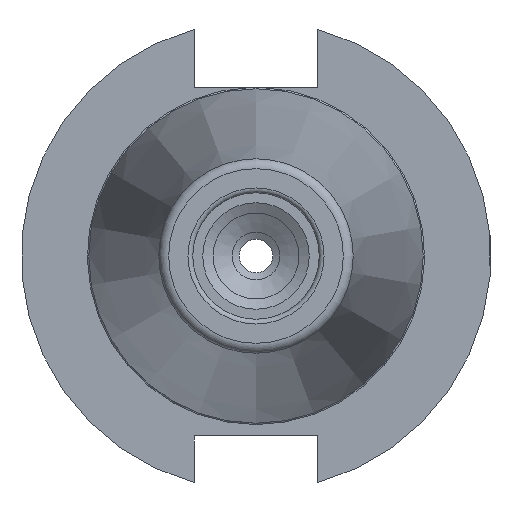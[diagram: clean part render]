
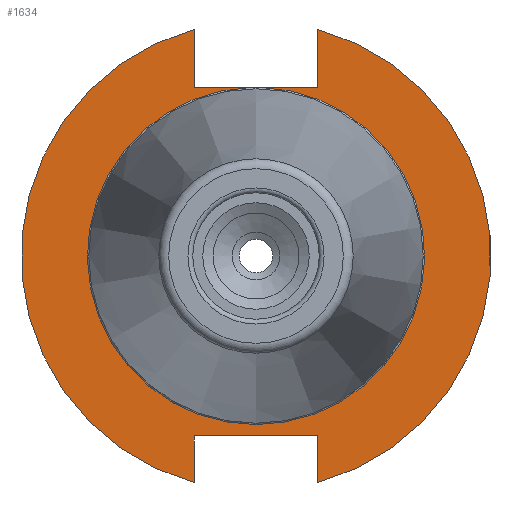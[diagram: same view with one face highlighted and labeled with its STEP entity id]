
A CAD part, left-side view. The second image highlights one B-rep face of the part: STEP entity #1634.
In plain terms, the highlighted planar face has unit normal (-1, 0, 0).
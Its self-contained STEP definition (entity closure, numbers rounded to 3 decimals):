
#1104=CARTESIAN_POINT('',(3.175,12.95,-37.7));
#1105=VERTEX_POINT('',#1104);
#1112=CARTESIAN_POINT('',(3.175,12.95,-47.478));
#1113=VERTEX_POINT('',#1112);
#1114=CARTESIAN_POINT('',(3.175,12.95,-47.478));
#1115=DIRECTION('',(0.0,0.0,1.0));
#1116=VECTOR('',#1115,9.778);
#1117=LINE('',#1114,#1116);
#1118=EDGE_CURVE('',#1113,#1105,#1117,.T.);
#1310=CARTESIAN_POINT('',(3.175,-12.95,-47.478));
#1311=VERTEX_POINT('',#1310);
#1318=CARTESIAN_POINT('',(3.175,-12.95,-37.7));
#1319=VERTEX_POINT('',#1318);
#1320=CARTESIAN_POINT('',(3.175,-12.95,-37.7));
#1321=DIRECTION('',(0.0,0.0,-1.0));
#1322=VECTOR('',#1321,9.778);
#1323=LINE('',#1320,#1322);
#1324=EDGE_CURVE('',#1319,#1311,#1323,.T.);
#1343=CARTESIAN_POINT('',(3.175,12.95,-37.7));
#1344=DIRECTION('',(0.0,-1.0,0.0));
#1345=VECTOR('',#1344,25.9);
#1346=LINE('',#1343,#1345);
#1347=EDGE_CURVE('',#1105,#1319,#1346,.T.);
#1567=CARTESIAN_POINT('',(3.175,0.0,42.3));
#1568=DIRECTION('',(-1.0,0.0,0.0));
#1569=DIRECTION('',(0.0,0.0,1.0));
#1570=AXIS2_PLACEMENT_3D('',#1567,#1568,#1569);
#1571=PLANE('',#1570);
#1572=ORIENTED_EDGE('',*,*,#1118,.T.);
#1573=ORIENTED_EDGE('',*,*,#1347,.T.);
#1574=ORIENTED_EDGE('',*,*,#1324,.T.);
#1575=CARTESIAN_POINT('',(3.175,-12.95,47.478));
#1576=VERTEX_POINT('',#1575);
#1577=CARTESIAN_POINT('',(3.175,0.0,0.0));
#1578=DIRECTION('',(-1.0,0.0,0.0));
#1579=DIRECTION('',(0.0,0.0,1.0));
#1580=AXIS2_PLACEMENT_3D('',#1577,#1578,#1579);
#1581=CIRCLE('',#1580,49.213);
#1582=EDGE_CURVE('',#1311,#1576,#1581,.T.);
#1583=ORIENTED_EDGE('',*,*,#1582,.T.);
#1584=CARTESIAN_POINT('',(3.175,-12.95,35.3));
#1585=VERTEX_POINT('',#1584);
#1586=CARTESIAN_POINT('',(3.175,-12.95,47.478));
#1587=DIRECTION('',(0.0,0.0,-1.0));
#1588=VECTOR('',#1587,12.178);
#1589=LINE('',#1586,#1588);
#1590=EDGE_CURVE('',#1576,#1585,#1589,.T.);
#1591=ORIENTED_EDGE('',*,*,#1590,.T.);
#1592=CARTESIAN_POINT('',(3.175,-1.329,35.3));
#1593=VERTEX_POINT('',#1592);
#1594=CARTESIAN_POINT('',(3.175,-12.95,35.3));
#1595=DIRECTION('',(0.0,1.0,0.0));
#1596=VECTOR('',#1595,11.621);
#1597=LINE('',#1594,#1596);
#1598=EDGE_CURVE('',#1585,#1593,#1597,.T.);
#1599=ORIENTED_EDGE('',*,*,#1598,.T.);
#1600=CARTESIAN_POINT('',(3.175,1.329,35.3));
#1601=VERTEX_POINT('',#1600);
#1602=CARTESIAN_POINT('',(3.175,0.0,0.0));
#1603=DIRECTION('',(-1.0,0.0,0.0));
#1604=DIRECTION('',(0.0,1.0,0.0));
#1605=AXIS2_PLACEMENT_3D('',#1602,#1603,#1604);
#1606=CIRCLE('',#1605,35.325);
#1607=EDGE_CURVE('',#1601,#1593,#1606,.T.);
#1608=ORIENTED_EDGE('',*,*,#1607,.F.);
#1609=CARTESIAN_POINT('',(3.175,12.95,35.3));
#1610=VERTEX_POINT('',#1609);
#1611=CARTESIAN_POINT('',(3.175,1.329,35.3));
#1612=DIRECTION('',(0.0,1.0,0.0));
#1613=VECTOR('',#1612,11.621);
#1614=LINE('',#1611,#1613);
#1615=EDGE_CURVE('',#1601,#1610,#1614,.T.);
#1616=ORIENTED_EDGE('',*,*,#1615,.T.);
#1617=CARTESIAN_POINT('',(3.175,12.95,47.478));
#1618=VERTEX_POINT('',#1617);
#1619=CARTESIAN_POINT('',(3.175,12.95,35.3));
#1620=DIRECTION('',(0.0,0.0,1.0));
#1621=VECTOR('',#1620,12.178);
#1622=LINE('',#1619,#1621);
#1623=EDGE_CURVE('',#1610,#1618,#1622,.T.);
#1624=ORIENTED_EDGE('',*,*,#1623,.T.);
#1625=CARTESIAN_POINT('',(3.175,0.0,0.0));
#1626=DIRECTION('',(-1.0,0.0,0.0));
#1627=DIRECTION('',(0.0,0.0,1.0));
#1628=AXIS2_PLACEMENT_3D('',#1625,#1626,#1627);
#1629=CIRCLE('',#1628,49.213);
#1630=EDGE_CURVE('',#1618,#1113,#1629,.T.);
#1631=ORIENTED_EDGE('',*,*,#1630,.T.);
#1632=EDGE_LOOP('',(#1572,#1573,#1574,#1583,#1591,#1599,#1608,#1616,#1624,#1631));
#1633=FACE_OUTER_BOUND('',#1632,.T.);
#1634=ADVANCED_FACE('',(#1633),#1571,.T.);
